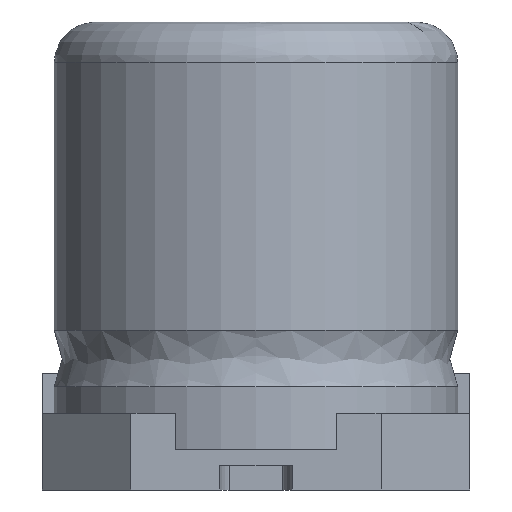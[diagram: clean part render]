
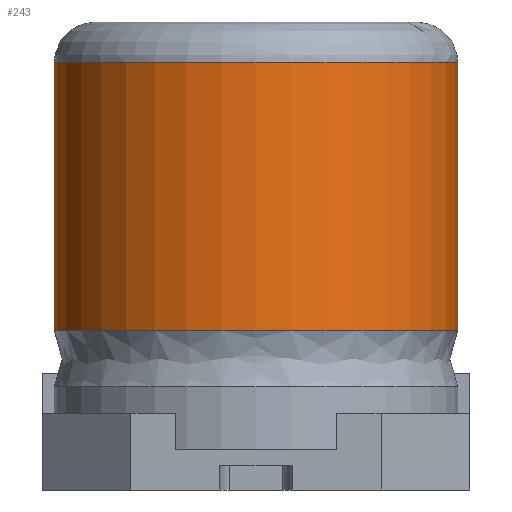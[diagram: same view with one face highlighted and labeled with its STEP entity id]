
A CAD part, left-side view. The second image highlights one B-rep face of the part: STEP entity #243.
In plain terms, the highlighted cylindrical face has radius 2.5 mm (diameter 5 mm), a full revolution.
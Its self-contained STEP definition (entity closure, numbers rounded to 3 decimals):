
#187=CARTESIAN_POINT('',(-2.5,0.0,5.3));
#188=VERTEX_POINT('',#187);
#189=CARTESIAN_POINT('',(-0.0,0.0,5.3));
#190=DIRECTION('',(0.0,-0.0,-1.0));
#191=DIRECTION('',(-1.0,-0.0,-0.0));
#192=AXIS2_PLACEMENT_3D('',#189,#190,#191);
#193=CIRCLE('',#192,2.5);
#194=EDGE_CURVE('n� 10',#188,#188,#193,.T.);
#211=CARTESIAN_POINT('',(-2.5,-0.0,1.98));
#212=VERTEX_POINT('',#211);
#213=CARTESIAN_POINT('',(-0.0,0.0,1.98));
#214=DIRECTION('',(-0.0,0.0,1.0));
#215=DIRECTION('',(-1.0,-0.0,-0.0));
#216=AXIS2_PLACEMENT_3D('',#213,#214,#215);
#217=CIRCLE('',#216,2.5);
#218=EDGE_CURVE('n� 18',#212,#212,#217,.T.);
#232=ORIENTED_EDGE('',*,*,#218,.T.);
#233=EDGE_LOOP('',(#232));
#234=FACE_OUTER_BOUND('',#233,.T.);
#235=ORIENTED_EDGE('',*,*,#194,.T.);
#236=EDGE_LOOP('',(#235));
#237=FACE_BOUND('',#236,.T.);
#238=CARTESIAN_POINT('',(-0.0,0.0,5.8));
#239=DIRECTION('',(0.0,-0.0,-1.0));
#240=DIRECTION('',(-1.0,-0.0,-0.0));
#241=AXIS2_PLACEMENT_3D('',#238,#239,#240);
#242=CYLINDRICAL_SURFACE('',#241,2.5);
#243=ADVANCED_FACE('n� 2',(#234,#237),#242,.T.);
